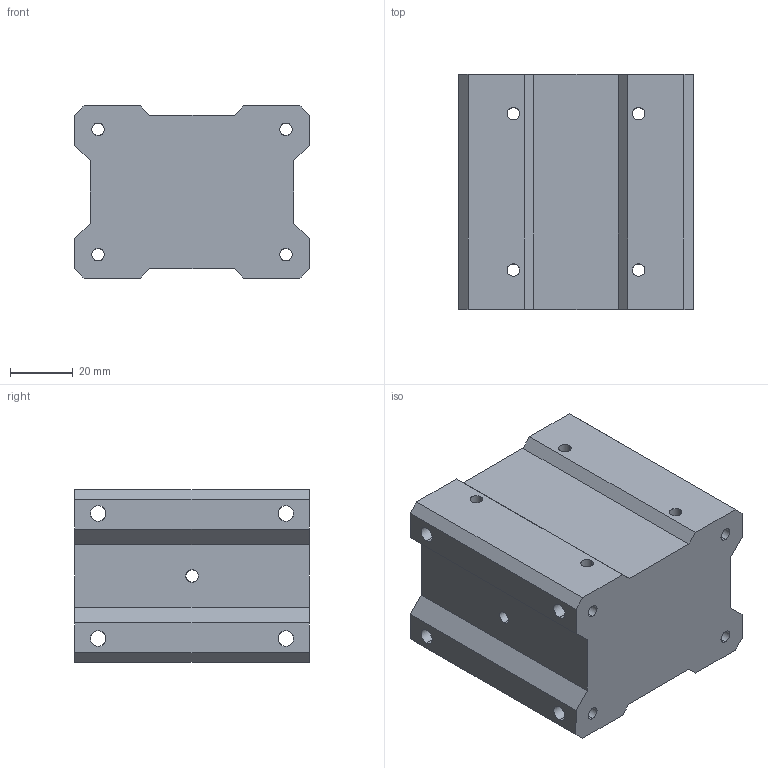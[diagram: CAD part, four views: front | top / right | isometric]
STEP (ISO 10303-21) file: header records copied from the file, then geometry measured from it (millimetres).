
FILE_DESCRIPTION (( 'STEP AP203' ), '1' );
FILE_NAME ('boom_interface_Default_sldprt.STEP', '2025-04-30T13:51:19', ( '' ), ( '' ), 'SwSTEP 2.0', 'SolidWorks 2024', '' );
FILE_SCHEMA (( 'CONFIG_CONTROL_DESIGN' ));
Length unit declared in the file: millimetre
Products named in the file (1): boom_interface_Default_sldprt
Bounding box: 75 x 75 x 55 mm (x, y, z)
Volume: 246968.4 mm3; surface area: 40589.6 mm2
Topology: 1 solids, 1 shells, 73 faces, 212 edges, 140 vertices
Faces by surface type: cylinder 46, plane 27
Entity records: 3447 total; most frequent: CARTESIAN_POINT 1370, ORIENTED_EDGE 424, DIRECTION 380, EDGE_CURVE 212, VERTEX_POINT 140, AXIS2_PLACEMENT_3D 130, LINE 120, VECTOR 120
